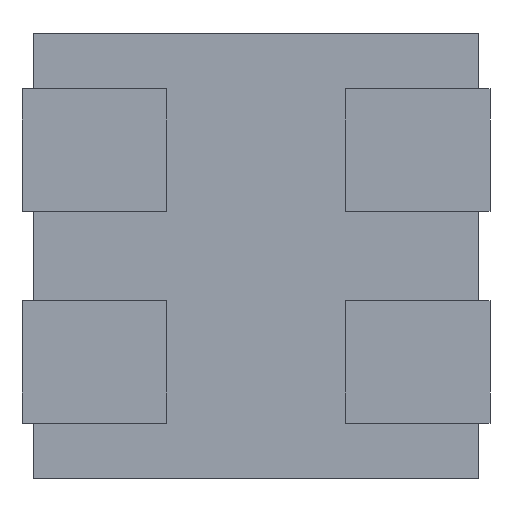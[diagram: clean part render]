
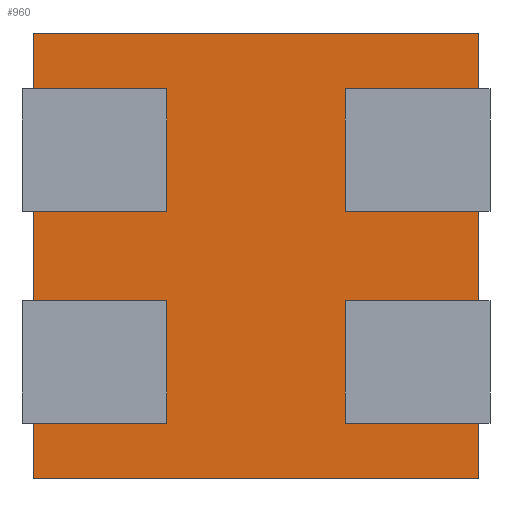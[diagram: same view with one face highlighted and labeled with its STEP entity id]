
A CAD part, front view. The second image highlights one B-rep face of the part: STEP entity #960.
In plain terms, the highlighted planar face has unit normal (0, -1, 0).
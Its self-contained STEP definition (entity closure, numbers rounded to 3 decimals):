
#75=FACE_OUTER_BOUND('',#125,.T.);
#125=EDGE_LOOP('',(#824,#825,#826,#827,#828,#829,#830,#831,#832,#833,#834,
#835,#836,#837,#838,#839,#840,#841,#842,#843));
#161=LINE('',#1348,#283);
#182=LINE('',#1407,#304);
#187=LINE('',#1416,#309);
#190=LINE('',#1421,#312);
#206=LINE('',#1453,#328);
#209=LINE('',#1457,#331);
#212=LINE('',#1463,#334);
#214=LINE('',#1467,#336);
#217=LINE('',#1473,#339);
#220=LINE('',#1478,#342);
#222=LINE('',#1483,#344);
#225=LINE('',#1489,#347);
#228=LINE('',#1494,#350);
#230=LINE('',#1500,#352);
#234=LINE('',#1507,#356);
#236=LINE('',#1510,#358);
#238=LINE('',#1516,#360);
#242=LINE('',#1523,#364);
#244=LINE('',#1526,#366);
#246=LINE('',#1530,#368);
#283=VECTOR('',#1091,10.);
#304=VECTOR('',#1150,10.);
#309=VECTOR('',#1155,10.);
#312=VECTOR('',#1158,10.);
#328=VECTOR('',#1190,10.);
#331=VECTOR('',#1193,10.);
#334=VECTOR('',#1196,10.);
#336=VECTOR('',#1200,10.);
#339=VECTOR('',#1205,10.);
#342=VECTOR('',#1210,10.);
#344=VECTOR('',#1216,10.);
#347=VECTOR('',#1221,10.);
#350=VECTOR('',#1226,10.);
#352=VECTOR('',#1232,10.);
#356=VECTOR('',#1238,10.);
#358=VECTOR('',#1242,10.);
#360=VECTOR('',#1248,10.);
#364=VECTOR('',#1254,10.);
#366=VECTOR('',#1258,10.);
#368=VECTOR('',#1264,10.);
#399=VERTEX_POINT('',#1345);
#400=VERTEX_POINT('',#1347);
#418=VERTEX_POINT('',#1404);
#419=VERTEX_POINT('',#1406);
#422=VERTEX_POINT('',#1413);
#423=VERTEX_POINT('',#1415);
#425=VERTEX_POINT('',#1420);
#432=VERTEX_POINT('',#1450);
#433=VERTEX_POINT('',#1452);
#434=VERTEX_POINT('',#1455);
#436=VERTEX_POINT('',#1460);
#437=VERTEX_POINT('',#1462);
#438=VERTEX_POINT('',#1466);
#440=VERTEX_POINT('',#1472);
#442=VERTEX_POINT('',#1482);
#444=VERTEX_POINT('',#1488);
#446=VERTEX_POINT('',#1498);
#447=VERTEX_POINT('',#1499);
#450=VERTEX_POINT('',#1514);
#451=VERTEX_POINT('',#1515);
#489=EDGE_CURVE('',#399,#400,#161,.T.);
#518=EDGE_CURVE('',#418,#419,#182,.T.);
#523=EDGE_CURVE('',#422,#423,#187,.T.);
#526=EDGE_CURVE('',#400,#425,#190,.T.);
#542=EDGE_CURVE('',#432,#433,#206,.T.);
#545=EDGE_CURVE('',#434,#399,#209,.T.);
#548=EDGE_CURVE('',#436,#437,#212,.T.);
#550=EDGE_CURVE('',#418,#438,#214,.T.);
#553=EDGE_CURVE('',#440,#425,#217,.T.);
#556=EDGE_CURVE('',#438,#440,#220,.T.);
#558=EDGE_CURVE('',#422,#442,#222,.T.);
#561=EDGE_CURVE('',#444,#419,#225,.T.);
#564=EDGE_CURVE('',#442,#444,#228,.T.);
#566=EDGE_CURVE('',#446,#447,#230,.T.);
#570=EDGE_CURVE('',#434,#446,#234,.T.);
#572=EDGE_CURVE('',#447,#433,#236,.T.);
#574=EDGE_CURVE('',#450,#451,#238,.T.);
#578=EDGE_CURVE('',#432,#450,#242,.T.);
#580=EDGE_CURVE('',#451,#437,#244,.T.);
#582=EDGE_CURVE('',#423,#436,#246,.T.);
#824=ORIENTED_EDGE('',*,*,#553,.T.);
#825=ORIENTED_EDGE('',*,*,#526,.F.);
#826=ORIENTED_EDGE('',*,*,#489,.F.);
#827=ORIENTED_EDGE('',*,*,#545,.F.);
#828=ORIENTED_EDGE('',*,*,#570,.T.);
#829=ORIENTED_EDGE('',*,*,#566,.T.);
#830=ORIENTED_EDGE('',*,*,#572,.T.);
#831=ORIENTED_EDGE('',*,*,#542,.F.);
#832=ORIENTED_EDGE('',*,*,#578,.T.);
#833=ORIENTED_EDGE('',*,*,#574,.T.);
#834=ORIENTED_EDGE('',*,*,#580,.T.);
#835=ORIENTED_EDGE('',*,*,#548,.F.);
#836=ORIENTED_EDGE('',*,*,#582,.F.);
#837=ORIENTED_EDGE('',*,*,#523,.F.);
#838=ORIENTED_EDGE('',*,*,#558,.T.);
#839=ORIENTED_EDGE('',*,*,#564,.T.);
#840=ORIENTED_EDGE('',*,*,#561,.T.);
#841=ORIENTED_EDGE('',*,*,#518,.F.);
#842=ORIENTED_EDGE('',*,*,#550,.T.);
#843=ORIENTED_EDGE('',*,*,#556,.T.);
#888=PLANE('',#1031);
#960=ADVANCED_FACE('',(#75),#888,.F.);
#1031=AXIS2_PLACEMENT_3D('',#1533,#1268,#1269);
#1091=DIRECTION('',(1.,0.,0.));
#1150=DIRECTION('',(0.,0.,-1.));
#1155=DIRECTION('',(0.,0.,-1.));
#1158=DIRECTION('',(0.,0.,-1.));
#1190=DIRECTION('',(0.,0.,1.));
#1193=DIRECTION('',(0.,0.,1.));
#1196=DIRECTION('',(0.,0.,1.));
#1200=DIRECTION('',(-1.,0.,0.));
#1205=DIRECTION('',(1.,0.,0.));
#1210=DIRECTION('',(0.,0.,1.));
#1216=DIRECTION('',(-1.,0.,0.));
#1221=DIRECTION('',(1.,0.,0.));
#1226=DIRECTION('',(0.,0.,1.));
#1232=DIRECTION('',(0.,0.,-1.));
#1238=DIRECTION('',(1.,0.,0.));
#1242=DIRECTION('',(-1.,0.,0.));
#1248=DIRECTION('',(0.,0.,-1.));
#1254=DIRECTION('',(1.,0.,0.));
#1258=DIRECTION('',(-1.,0.,0.));
#1264=DIRECTION('',(-1.,0.,0.));
#1268=DIRECTION('center_axis',(0.,1.,0.));
#1269=DIRECTION('ref_axis',(1.,0.,0.));
#1345=CARTESIAN_POINT('',(-1.,0.,1.));
#1347=CARTESIAN_POINT('',(1.,0.,1.));
#1348=CARTESIAN_POINT('',(-1.,0.,1.));
#1404=CARTESIAN_POINT('',(1.,0.,0.2));
#1406=CARTESIAN_POINT('',(1.,0.,-0.2));
#1407=CARTESIAN_POINT('',(1.,0.,1.));
#1413=CARTESIAN_POINT('',(1.,0.,-0.75));
#1415=CARTESIAN_POINT('',(1.,0.,-1.));
#1416=CARTESIAN_POINT('',(1.,0.,1.));
#1420=CARTESIAN_POINT('',(1.,0.,0.75));
#1421=CARTESIAN_POINT('',(1.,0.,1.));
#1450=CARTESIAN_POINT('',(-1.,0.,-0.2));
#1452=CARTESIAN_POINT('',(-1.,0.,0.2));
#1453=CARTESIAN_POINT('',(-1.,0.,-1.));
#1455=CARTESIAN_POINT('',(-1.,0.,0.75));
#1457=CARTESIAN_POINT('',(-1.,0.,-1.));
#1460=CARTESIAN_POINT('',(-1.,0.,-1.));
#1462=CARTESIAN_POINT('',(-1.,0.,-0.75));
#1463=CARTESIAN_POINT('',(-1.,0.,-1.));
#1466=CARTESIAN_POINT('',(0.4,0.,0.2));
#1467=CARTESIAN_POINT('',(0.5,0.,0.2));
#1472=CARTESIAN_POINT('',(0.4,0.,0.75));
#1473=CARTESIAN_POINT('',(0.2,0.,0.75));
#1478=CARTESIAN_POINT('',(0.4,0.,0.1));
#1482=CARTESIAN_POINT('',(0.4,0.,-0.75));
#1483=CARTESIAN_POINT('',(0.5,0.,-0.75));
#1488=CARTESIAN_POINT('',(0.4,0.,-0.2));
#1489=CARTESIAN_POINT('',(0.2,0.,-0.2));
#1494=CARTESIAN_POINT('',(0.4,0.,-0.375));
#1498=CARTESIAN_POINT('',(-0.4,0.,0.75));
#1499=CARTESIAN_POINT('',(-0.4,0.,0.2));
#1500=CARTESIAN_POINT('',(-0.4,0.,0.375));
#1507=CARTESIAN_POINT('',(-0.5,0.,0.75));
#1510=CARTESIAN_POINT('',(-0.2,0.,0.2));
#1514=CARTESIAN_POINT('',(-0.4,0.,-0.2));
#1515=CARTESIAN_POINT('',(-0.4,0.,-0.75));
#1516=CARTESIAN_POINT('',(-0.4,0.,-0.1));
#1523=CARTESIAN_POINT('',(-0.5,0.,-0.2));
#1526=CARTESIAN_POINT('',(-0.2,0.,-0.75));
#1530=CARTESIAN_POINT('',(1.,0.,-1.));
#1533=CARTESIAN_POINT('Origin',(0.,0.,0.));
